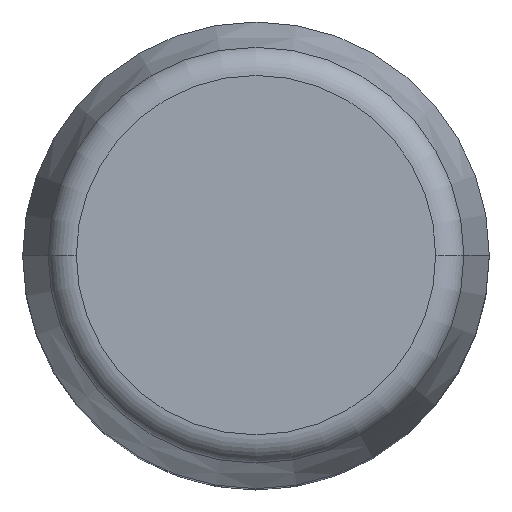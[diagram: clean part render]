
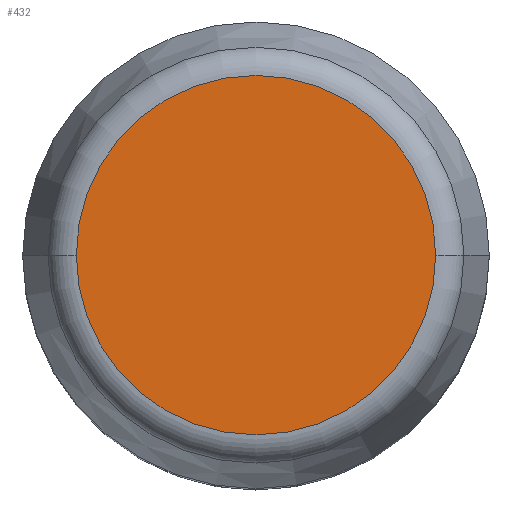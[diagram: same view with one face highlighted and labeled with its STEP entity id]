
A CAD part, top view. The second image highlights one B-rep face of the part: STEP entity #432.
In plain terms, the highlighted planar face has unit normal (0, 0, 1).
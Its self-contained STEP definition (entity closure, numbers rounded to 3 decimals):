
#121 = EDGE_CURVE ( 'NONE', #931, #1083, #544, .T. ) ;
#126 = DIRECTION ( 'NONE',  ( 0., 0., 1. ) ) ;
#254 = CARTESIAN_POINT ( 'NONE',  ( 3.08, 0., 15. ) ) ;
#274 = AXIS2_PLACEMENT_3D ( 'NONE', #534, #1173, #630 ) ;
#286 = PLANE ( 'NONE',  #1129 ) ;
#399 = EDGE_LOOP ( 'NONE', ( #780, #501 ) ) ;
#432 = ADVANCED_FACE ( 'NONE', ( #467 ), #286, .T. ) ;
#467 = FACE_OUTER_BOUND ( 'NONE', #399, .T. ) ;
#501 = ORIENTED_EDGE ( 'NONE', *, *, #121, .T. ) ;
#505 = DIRECTION ( 'NONE',  ( 1., 0., 0. ) ) ;
#520 = EDGE_CURVE ( 'NONE', #1083, #931, #1120, .T. ) ;
#534 = CARTESIAN_POINT ( 'NONE',  ( 0., 0., 15. ) ) ;
#544 = CIRCLE ( 'NONE', #850, 3.08 ) ;
#630 = DIRECTION ( 'NONE',  ( 1., 0., 0. ) ) ;
#715 = CARTESIAN_POINT ( 'NONE',  ( 0., 0., 15. ) ) ;
#780 = ORIENTED_EDGE ( 'NONE', *, *, #520, .T. ) ;
#817 = DIRECTION ( 'NONE',  ( 1., 0., 0. ) ) ;
#850 = AXIS2_PLACEMENT_3D ( 'NONE', #715, #126, #817 ) ;
#878 = CARTESIAN_POINT ( 'NONE',  ( 0., 0., 15. ) ) ;
#907 = CARTESIAN_POINT ( 'NONE',  ( -3.08, 0., 15. ) ) ;
#931 = VERTEX_POINT ( 'NONE', #907 ) ;
#1064 = DIRECTION ( 'NONE',  ( 0., 0., 1. ) ) ;
#1083 = VERTEX_POINT ( 'NONE', #254 ) ;
#1120 = CIRCLE ( 'NONE', #274, 3.08 ) ;
#1129 = AXIS2_PLACEMENT_3D ( 'NONE', #878, #1064, #505 ) ;
#1173 = DIRECTION ( 'NONE',  ( 0., 0., 1. ) ) ;
